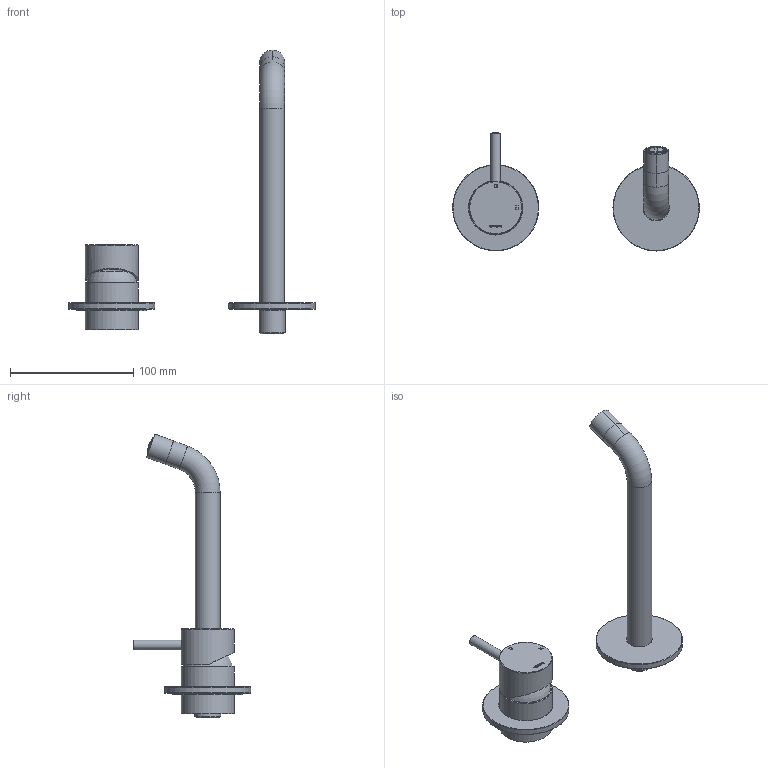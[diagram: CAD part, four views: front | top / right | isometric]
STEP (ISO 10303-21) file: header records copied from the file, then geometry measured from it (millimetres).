
FILE_DESCRIPTION(/* description */ ('Unknown'),/* implementation_level */ '2;1');
FILE_NAME(/* name */ 'AR124-00',/* time_stamp */ '2023-12-14T17:53:24+01:00',/* author */ ('Unknown'),/* organization */ ('Unknown'),/* preprocessor_version */ 'ST-DEVELOPER v18.102',/* originating_system */ 'Solid Edge',/* authorisation */ 'Unknown');
FILE_SCHEMA (('AUTOMOTIVE_DESIGN {1 0 10303 214 3 1 1}'));
Length unit declared in the file: millimetre
Products named in the file (24): AR124EXT-00; AR124-001; AR031-08; AR124-01; AR031-11; AR003-19; AR131-01; AR031FL70-00; AR031-07; AR031-06; AR031-09; AR095-03; AR095-09; AR096-20-002; AR096-02; AR095-08; CB003-002; CB003-002-1; CB003-002-2; CB003-002-3; CB003-002-4; AR095FL70-00; AR095-02; AR095-04
Assembly tree (25 placements, depth 3):
  AR124EXT-00
    AR124-001
      AR031-08
      AR124-01
      AR031-11
      AR003-19
    AR131-01
    AR031FL70-00
      AR031-07
      AR031-06
      AR031-09
    AR095-03
    AR095-09  x2
    AR096-20-002
      AR096-02
      AR095-08
    CB003-002
      CB003-002-1
      CB003-002-2
      CB003-002-3
      CB003-002-4
    AR095FL70-00
      AR095-02
      AR031-09
      AR095-04
Bounding box: 199.9 x 95.5 x 229.7 mm (x, y, z)
Volume: 104125.1 mm3; surface area: 78005.9 mm2
Topology: 20 solids, 20 shells, 368 faces, 853 edges, 554 vertices
Faces by surface type: plane 193, cylinder 84, torus 48, cone 39, bspline 4
Full cylindrical faces by diameter (mm): 0.913 x1, 0.916 x1, 3.242 x1, 4 x1, 4.2 x1, 4.8 x1, 5 x1, 5.1 x1, 6 x1, 6.5 x1, 7.9 x1, 8.2 x1, 10 x1, 11 x1, 11.027 x2, 12.159 x1, 12.196 x1, 12.2 x2, 12.45 x1, 13.464 x1, 14.577 x1, 15 x2, 15.033 x1, 15.218 x1, 15.229 x1, 15.3 x3, 15.417 x2, 15.5 x2, 16.5 x2, 16.75 x1
Entity records: 12152 total; most frequent: CARTESIAN_POINT 1968, DIRECTION 1652, ORIENTED_EDGE 1308, AXIS2_PLACEMENT_3D 671, EDGE_CURVE 654, FACE_BOUND 559, EDGE_LOOP 551, VERTEX_POINT 505
